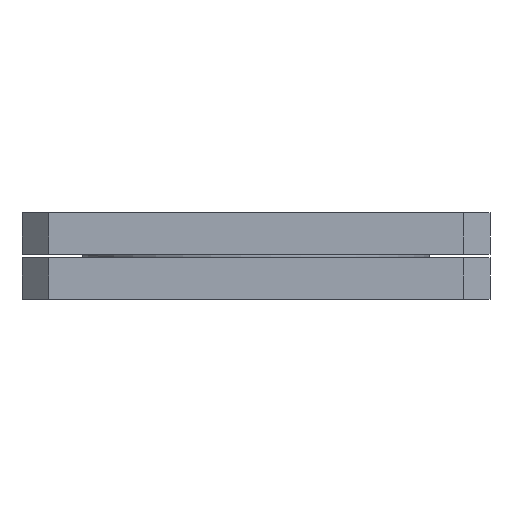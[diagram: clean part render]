
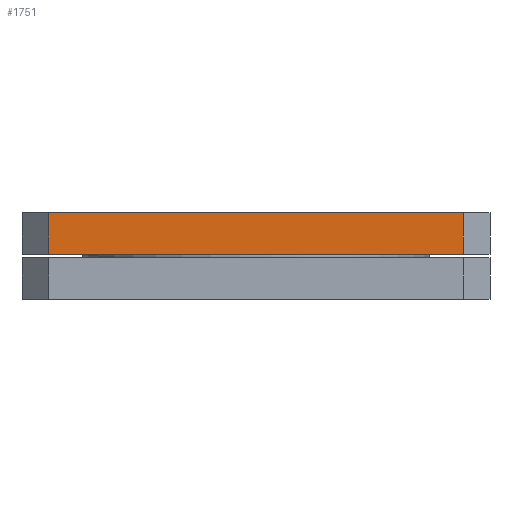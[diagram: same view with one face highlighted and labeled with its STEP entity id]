
A CAD part, front view. The second image highlights one B-rep face of the part: STEP entity #1751.
In plain terms, the highlighted planar face has unit normal (0, -1, 0).
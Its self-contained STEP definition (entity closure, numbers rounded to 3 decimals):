
#30 = VERTEX_POINT ( 'NONE', #504 ) ;
#65 = DIRECTION ( 'NONE',  ( 0., 0., 1. ) ) ;
#272 = EDGE_CURVE ( 'NONE', #1500, #1477, #1286, .T. ) ;
#336 = EDGE_LOOP ( 'NONE', ( #1092, #524, #1501, #1074 ) ) ;
#356 = DIRECTION ( 'NONE',  ( 0., 0., -1. ) ) ;
#360 = LINE ( 'NONE', #739, #1106 ) ;
#504 = CARTESIAN_POINT ( 'NONE',  ( -31., -35., -6.25 ) ) ;
#524 = ORIENTED_EDGE ( 'NONE', *, *, #272, .T. ) ;
#559 = VECTOR ( 'NONE', #356, 1000. ) ;
#583 = VECTOR ( 'NONE', #1433, 1000. ) ;
#638 = CARTESIAN_POINT ( 'NONE',  ( 31., -35., 0. ) ) ;
#640 = CARTESIAN_POINT ( 'NONE',  ( 35., -35., 0. ) ) ;
#739 = CARTESIAN_POINT ( 'NONE',  ( -225., -35., -6.25 ) ) ;
#789 = DIRECTION ( 'NONE',  ( 0., 0., -1. ) ) ;
#897 = VECTOR ( 'NONE', #65, 1000. ) ;
#958 = LINE ( 'NONE', #1095, #559 ) ;
#962 = EDGE_CURVE ( 'NONE', #969, #30, #958, .T. ) ;
#969 = VERTEX_POINT ( 'NONE', #1663 ) ;
#994 = CARTESIAN_POINT ( 'NONE',  ( 35., -35., 0. ) ) ;
#1074 = ORIENTED_EDGE ( 'NONE', *, *, #962, .T. ) ;
#1092 = ORIENTED_EDGE ( 'NONE', *, *, #1294, .T. ) ;
#1095 = CARTESIAN_POINT ( 'NONE',  ( -31., -35., 0. ) ) ;
#1106 = VECTOR ( 'NONE', #1331, 1000. ) ;
#1146 = EDGE_CURVE ( 'NONE', #1477, #969, #1753, .T. ) ;
#1286 = LINE ( 'NONE', #638, #897 ) ;
#1294 = EDGE_CURVE ( 'NONE', #30, #1500, #360, .T. ) ;
#1299 = CARTESIAN_POINT ( 'NONE',  ( 31., -35., 0. ) ) ;
#1331 = DIRECTION ( 'NONE',  ( 1., 0., 0. ) ) ;
#1359 = AXIS2_PLACEMENT_3D ( 'NONE', #640, #1660, #789 ) ;
#1433 = DIRECTION ( 'NONE',  ( -1., 0., 0. ) ) ;
#1477 = VERTEX_POINT ( 'NONE', #1299 ) ;
#1500 = VERTEX_POINT ( 'NONE', #1886 ) ;
#1501 = ORIENTED_EDGE ( 'NONE', *, *, #1146, .T. ) ;
#1523 = PLANE ( 'NONE',  #1359 ) ;
#1660 = DIRECTION ( 'NONE',  ( 0., -1., 0. ) ) ;
#1663 = CARTESIAN_POINT ( 'NONE',  ( -31., -35., 0. ) ) ;
#1751 = ADVANCED_FACE ( 'NONE', ( #1808 ), #1523, .T. ) ;
#1753 = LINE ( 'NONE', #994, #583 ) ;
#1808 = FACE_OUTER_BOUND ( 'NONE', #336, .T. ) ;
#1886 = CARTESIAN_POINT ( 'NONE',  ( 31., -35., -6.25 ) ) ;
